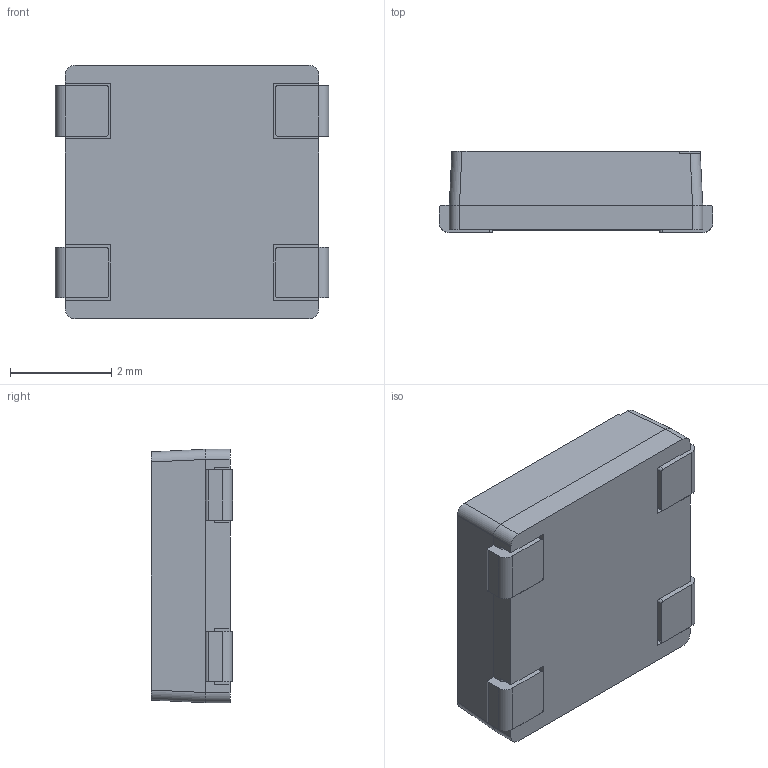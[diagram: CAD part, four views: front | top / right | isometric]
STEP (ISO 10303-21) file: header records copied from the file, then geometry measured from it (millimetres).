
FILE_DESCRIPTION(/* description */ (''),/* implementation_level */ '2;1');
FILE_NAME(/* name */ 'NeoPixel.step',/* time_stamp */ '2020-10-27T11:50:06+01:00',/* author */ (''),/* organization */ (''),/* preprocessor_version */ 'ST-DEVELOPER v18.1',/* originating_system */ 'Autodesk Translation Framework v9.3.0.1241',/* authorisation */ '');
FILE_SCHEMA (('AUTOMOTIVE_DESIGN { 1 0 10303 214 3 1 1 }'));
Length unit declared in the file: millimetre
Products named in the file (1): NeoPixel
Bounding box: 5.4 x 1.6 x 5 mm (x, y, z)
Volume: 36.1 mm3; surface area: 114.6 mm2
Topology: 41 solids, 41 shells, 237 faces, 453 edges, 302 vertices
Faces by surface type: plane 164, cylinder 73
Full cylindrical faces by diameter (mm): 0.01 x11, 0.054 x2, 0.055 x12, 0.075 x6, 3.311 x1, 3.784 x1
Entity records: 6025 total; most frequent: DIRECTION 1071, CARTESIAN_POINT 993, ORIENTED_EDGE 906, EDGE_CURVE 453, AXIS2_PLACEMENT_3D 380, LINE 311, VECTOR 311, VERTEX_POINT 302
